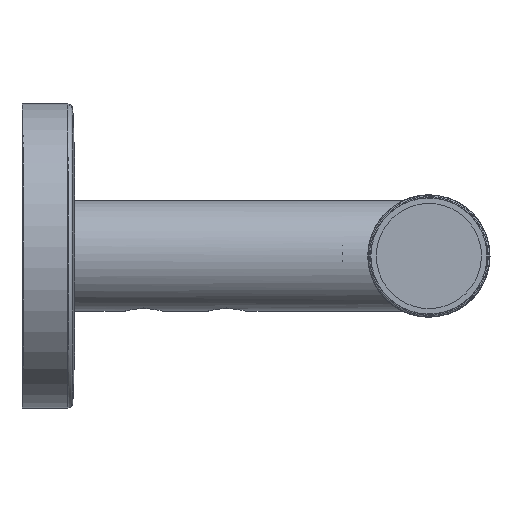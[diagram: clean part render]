
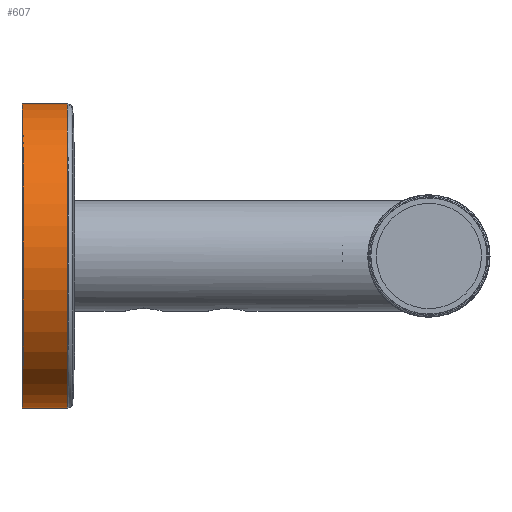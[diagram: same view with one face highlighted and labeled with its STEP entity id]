
A CAD part, left-side view. The second image highlights one B-rep face of the part: STEP entity #607.
In plain terms, the highlighted cylindrical face has radius 27.5 mm (diameter 55 mm), a partial arc.
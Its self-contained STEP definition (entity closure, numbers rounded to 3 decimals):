
#607=ADVANCED_FACE('',(#1254),#9943,.T.);
#1254=FACE_OUTER_BOUND('',#1939,.T.);
#1939=EDGE_LOOP('',(#4509,#4510,#4511,#4512));
#4509=ORIENTED_EDGE('',*,*,#6528,.F.);
#4510=ORIENTED_EDGE('',*,*,#6540,.T.);
#4511=ORIENTED_EDGE('',*,*,#6530,.F.);
#4512=ORIENTED_EDGE('',*,*,#6539,.F.);
#6528=EDGE_CURVE('',#9301,#9302,#7449,.T.);
#6530=EDGE_CURVE('',#9303,#9300,#7450,.T.);
#6539=EDGE_CURVE('',#9302,#9303,#8437,.T.);
#6540=EDGE_CURVE('',#9301,#9300,#8438,.T.);
#7449=B_SPLINE_CURVE_WITH_KNOTS('',1,(#26444,#26445),.UNSPECIFIED.,.F.,
 .F.,(2,2),(0.,8.2),.UNSPECIFIED.);
#7450=B_SPLINE_CURVE_WITH_KNOTS('',1,(#26451,#26452),.UNSPECIFIED.,.F.,
 .F.,(2,2),(0.,8.2),.UNSPECIFIED.);
#8437=(
BOUNDED_CURVE()
B_SPLINE_CURVE(2,(#26485,#26486,#26487,#26488,#26489),.UNSPECIFIED.,.F.,
 .F.)
B_SPLINE_CURVE_WITH_KNOTS((3,2,3),(83.252,124.878,166.504),
 .UNSPECIFIED.)
CURVE()
GEOMETRIC_REPRESENTATION_ITEM()
RATIONAL_B_SPLINE_CURVE((1.,0.707,1.,0.707,1.))
REPRESENTATION_ITEM('')
);
#8438=(
BOUNDED_CURVE()
B_SPLINE_CURVE(2,(#26490,#26491,#26492,#26493,#26494),.UNSPECIFIED.,.F.,
 .F.)
B_SPLINE_CURVE_WITH_KNOTS((3,2,3),(0.,43.197,86.394),
 .UNSPECIFIED.)
CURVE()
GEOMETRIC_REPRESENTATION_ITEM()
RATIONAL_B_SPLINE_CURVE((1.,0.707,1.,0.707,1.))
REPRESENTATION_ITEM('')
);
#9300=VERTEX_POINT('',#26363);
#9301=VERTEX_POINT('',#26364);
#9302=VERTEX_POINT('',#26365);
#9303=VERTEX_POINT('',#26366);
#9943=CYLINDRICAL_SURFACE('',#10582,27.5);
#10582=AXIS2_PLACEMENT_3D('',#26145,#11004,$);
#11004=DIRECTION('',(0.,-1.,0.));
#26145=CARTESIAN_POINT('',(-130.,-4.1,0.));
#26363=CARTESIAN_POINT('',(-130.,0.,-27.5));
#26364=CARTESIAN_POINT('',(-130.,0.,27.5));
#26365=CARTESIAN_POINT('',(-130.,-8.2,27.5));
#26366=CARTESIAN_POINT('',(-130.,-8.2,-27.5));
#26444=CARTESIAN_POINT('',(-130.,0.,27.5));
#26445=CARTESIAN_POINT('',(-130.,-8.2,27.5));
#26451=CARTESIAN_POINT('',(-130.,-8.2,-27.5));
#26452=CARTESIAN_POINT('',(-130.,0.,-27.5));
#26485=CARTESIAN_POINT('',(-130.,-8.2,27.5));
#26486=CARTESIAN_POINT('',(-157.5,-8.2,27.5));
#26487=CARTESIAN_POINT('',(-157.5,-8.2,0.));
#26488=CARTESIAN_POINT('',(-157.5,-8.2,-27.5));
#26489=CARTESIAN_POINT('',(-130.,-8.2,-27.5));
#26490=CARTESIAN_POINT('',(-130.,0.,27.5));
#26491=CARTESIAN_POINT('',(-157.5,0.,27.5));
#26492=CARTESIAN_POINT('',(-157.5,0.,0.));
#26493=CARTESIAN_POINT('',(-157.5,0.,-27.5));
#26494=CARTESIAN_POINT('',(-130.,0.,-27.5));
